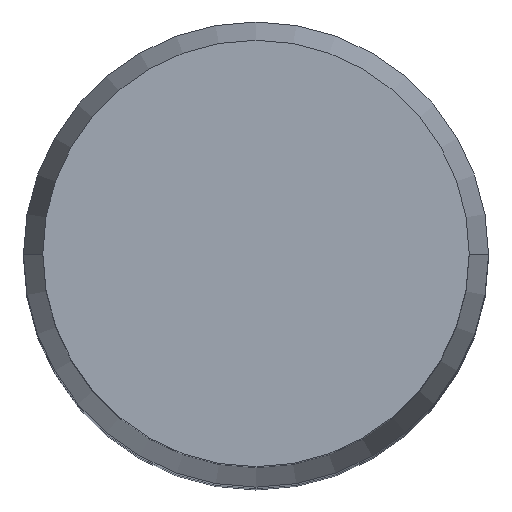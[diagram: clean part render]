
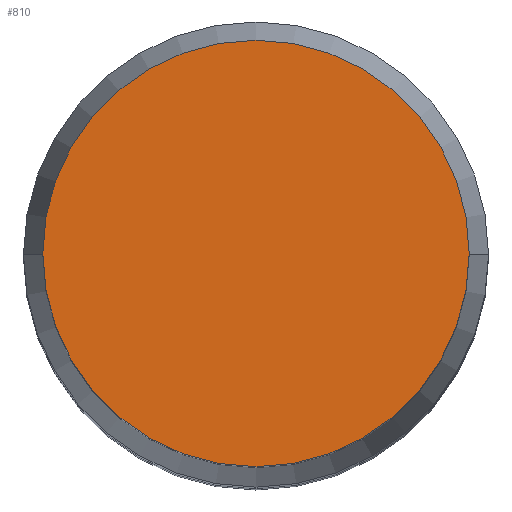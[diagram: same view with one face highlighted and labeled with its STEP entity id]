
A CAD part, top view. The second image highlights one B-rep face of the part: STEP entity #810.
In plain terms, the highlighted planar face has unit normal (0, 0, 1).
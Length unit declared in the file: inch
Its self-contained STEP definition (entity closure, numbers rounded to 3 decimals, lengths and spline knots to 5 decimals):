
#1 = DIRECTION ( 'NONE',  ( 0., 0., -1. ) ) ;
#44 = VERTEX_POINT ( 'NONE', #207 ) ;
#81 = CIRCLE ( 'NONE', #650, 0.21655 ) ;
#131 = EDGE_CURVE ( 'NONE', #44, #258, #81, .T. ) ;
#184 = FACE_OUTER_BOUND ( 'NONE', #666, .T. ) ;
#204 = CARTESIAN_POINT ( 'NONE',  ( 0.21655, 0., 0. ) ) ;
#207 = CARTESIAN_POINT ( 'NONE',  ( -0.21655, 0., 0. ) ) ;
#243 = ORIENTED_EDGE ( 'NONE', *, *, #839, .T. ) ;
#258 = VERTEX_POINT ( 'NONE', #204 ) ;
#312 = DIRECTION ( 'NONE',  ( 1., 0., 0. ) ) ;
#360 = ORIENTED_EDGE ( 'NONE', *, *, #131, .T. ) ;
#394 = AXIS2_PLACEMENT_3D ( 'NONE', #871, #424, #712 ) ;
#424 = DIRECTION ( 'NONE',  ( 0., 0., 1. ) ) ;
#492 = CARTESIAN_POINT ( 'NONE',  ( 0., 0., 0. ) ) ;
#586 = AXIS2_PLACEMENT_3D ( 'NONE', #492, #1, #312 ) ;
#650 = AXIS2_PLACEMENT_3D ( 'NONE', #677, #761, #683 ) ;
#666 = EDGE_LOOP ( 'NONE', ( #243, #360 ) ) ;
#677 = CARTESIAN_POINT ( 'NONE',  ( 0., 0., 0. ) ) ;
#682 = CIRCLE ( 'NONE', #394, 0.21655 ) ;
#683 = DIRECTION ( 'NONE',  ( 1., 0., 0. ) ) ;
#712 = DIRECTION ( 'NONE',  ( 1., 0., 0. ) ) ;
#761 = DIRECTION ( 'NONE',  ( 0., 0., 1. ) ) ;
#810 = ADVANCED_FACE ( 'NONE', ( #184 ), #908, .F. ) ;
#839 = EDGE_CURVE ( 'NONE', #258, #44, #682, .T. ) ;
#871 = CARTESIAN_POINT ( 'NONE',  ( 0., 0., 0. ) ) ;
#908 = PLANE ( 'NONE',  #586 ) ;
